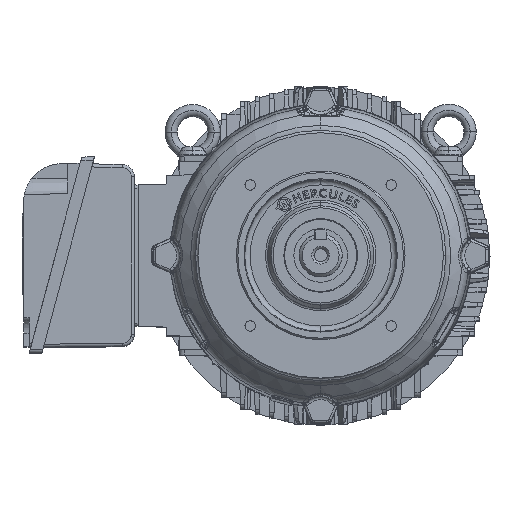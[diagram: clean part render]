
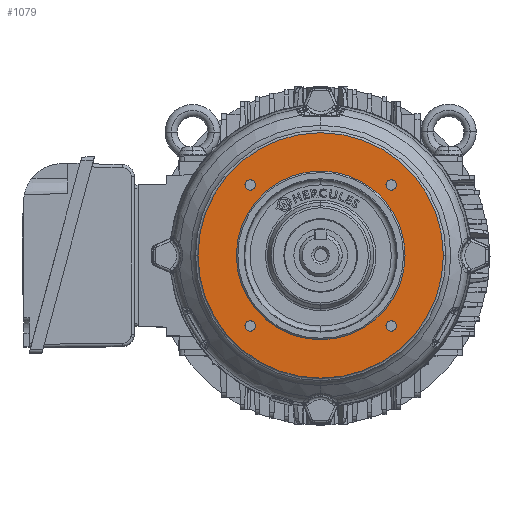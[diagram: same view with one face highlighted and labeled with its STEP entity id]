
A CAD part, top view. The second image highlights one B-rep face of the part: STEP entity #1079.
In plain terms, the highlighted planar face has unit normal (0, 0, 1).
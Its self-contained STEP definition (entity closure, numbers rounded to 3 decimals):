
#27 = CARTESIAN_POINT ( 'NONE',  ( 80., 0., 76. ) ) ;
#89 = CARTESIAN_POINT ( 'NONE',  ( -80., 0., 76. ) ) ;
#372 = EDGE_LOOP ( 'NONE', ( #44788, #896 ) ) ;
#695 = CARTESIAN_POINT ( 'NONE',  ( 55., 0., 76. ) ) ;
#896 = ORIENTED_EDGE ( 'NONE', *, *, #12889, .T. ) ;
#1079 = ADVANCED_FACE ( 'NONE', ( #51913, #3763, #35986, #4785, #57805, #9315 ), #51571, .F. ) ;
#1585 = VERTEX_POINT ( 'NONE', #43823 ) ;
#2359 = DIRECTION ( 'NONE',  ( 1., 0., 0. ) ) ;
#2702 = DIRECTION ( 'NONE',  ( 0., 0., 1. ) ) ;
#3763 = FACE_BOUND ( 'NONE', #62422, .T. ) ;
#4071 = CARTESIAN_POINT ( 'NONE',  ( -45.962, -45.962, 76. ) ) ;
#4451 = CARTESIAN_POINT ( 'NONE',  ( 0., 0., 76. ) ) ;
#4785 = FACE_BOUND ( 'NONE', #37147, .T. ) ;
#6015 = DIRECTION ( 'NONE',  ( 0., 0., 1. ) ) ;
#7227 = CIRCLE ( 'NONE', #55899, 80. ) ;
#7252 = CIRCLE ( 'NONE', #57055, 3.4 ) ;
#8111 = EDGE_CURVE ( 'NONE', #14065, #59168, #21157, .T. ) ;
#9207 = CARTESIAN_POINT ( 'NONE',  ( -42.562, -45.962, 76. ) ) ;
#9315 = FACE_OUTER_BOUND ( 'NONE', #372, .T. ) ;
#9706 = CARTESIAN_POINT ( 'NONE',  ( 42.562, 45.962, 76. ) ) ;
#9978 = DIRECTION ( 'NONE',  ( 1., 0., 0. ) ) ;
#10010 = AXIS2_PLACEMENT_3D ( 'NONE', #21162, #42642, #20478 ) ;
#10431 = AXIS2_PLACEMENT_3D ( 'NONE', #63981, #26551, #27233 ) ;
#10968 = CARTESIAN_POINT ( 'NONE',  ( -49.362, 45.962, 76. ) ) ;
#10994 = EDGE_CURVE ( 'NONE', #16615, #40701, #52413, .T. ) ;
#11869 = VERTEX_POINT ( 'NONE', #39057 ) ;
#12889 = EDGE_CURVE ( 'NONE', #59168, #14065, #7227, .T. ) ;
#13248 = DIRECTION ( 'NONE',  ( 0., 0., 1. ) ) ;
#14065 = VERTEX_POINT ( 'NONE', #27 ) ;
#14565 = DIRECTION ( 'NONE',  ( 0., 0., 1. ) ) ;
#14589 = ORIENTED_EDGE ( 'NONE', *, *, #52477, .F. ) ;
#14790 = AXIS2_PLACEMENT_3D ( 'NONE', #65561, #13248, #17739 ) ;
#16615 = VERTEX_POINT ( 'NONE', #9706 ) ;
#16913 = EDGE_CURVE ( 'NONE', #41725, #64135, #17123, .T. ) ;
#17123 = CIRCLE ( 'NONE', #55866, 3.4 ) ;
#17739 = DIRECTION ( 'NONE',  ( 1., 0., 0. ) ) ;
#17999 = AXIS2_PLACEMENT_3D ( 'NONE', #57782, #20706, #9978 ) ;
#20095 = DIRECTION ( 'NONE',  ( 1., 0., 0. ) ) ;
#20404 = CIRCLE ( 'NONE', #10431, 55. ) ;
#20478 = DIRECTION ( 'NONE',  ( 1., 0., 0. ) ) ;
#20706 = DIRECTION ( 'NONE',  ( 0., 0., 1. ) ) ;
#21157 = CIRCLE ( 'NONE', #43327, 80. ) ;
#21162 = CARTESIAN_POINT ( 'NONE',  ( -45.962, 45.962, 76. ) ) ;
#22194 = CIRCLE ( 'NONE', #24435, 3.4 ) ;
#23075 = VERTEX_POINT ( 'NONE', #695 ) ;
#24435 = AXIS2_PLACEMENT_3D ( 'NONE', #4071, #24859, #45646 ) ;
#24859 = DIRECTION ( 'NONE',  ( 0., 0., 1. ) ) ;
#26551 = DIRECTION ( 'NONE',  ( 0., 0., 1. ) ) ;
#26802 = EDGE_LOOP ( 'NONE', ( #28625, #14589 ) ) ;
#27133 = DIRECTION ( 'NONE',  ( 1., 0., 0. ) ) ;
#27233 = DIRECTION ( 'NONE',  ( 1., 0., 0. ) ) ;
#27700 = CIRCLE ( 'NONE', #10010, 3.4 ) ;
#28625 = ORIENTED_EDGE ( 'NONE', *, *, #42516, .F. ) ;
#32042 = VERTEX_POINT ( 'NONE', #9207 ) ;
#32492 = ORIENTED_EDGE ( 'NONE', *, *, #45064, .F. ) ;
#34517 = EDGE_CURVE ( 'NONE', #48774, #32042, #7252, .T. ) ;
#35986 = FACE_BOUND ( 'NONE', #61013, .T. ) ;
#36636 = CARTESIAN_POINT ( 'NONE',  ( 45.962, -45.962, 76. ) ) ;
#37016 = DIRECTION ( 'NONE',  ( 0., 0., 1. ) ) ;
#37147 = EDGE_LOOP ( 'NONE', ( #50896, #40611 ) ) ;
#39057 = CARTESIAN_POINT ( 'NONE',  ( 49.362, -45.962, 76. ) ) ;
#40067 = CARTESIAN_POINT ( 'NONE',  ( 0., 0., 76. ) ) ;
#40611 = ORIENTED_EDGE ( 'NONE', *, *, #41340, .F. ) ;
#40701 = VERTEX_POINT ( 'NONE', #42374 ) ;
#41208 = CIRCLE ( 'NONE', #17999, 3.4 ) ;
#41340 = EDGE_CURVE ( 'NONE', #64135, #41725, #27700, .T. ) ;
#41549 = CARTESIAN_POINT ( 'NONE',  ( -42.562, 45.962, 76. ) ) ;
#41725 = VERTEX_POINT ( 'NONE', #41549 ) ;
#42044 = AXIS2_PLACEMENT_3D ( 'NONE', #53467, #6015, #27133 ) ;
#42197 = CARTESIAN_POINT ( 'NONE',  ( -49.362, -45.962, 76. ) ) ;
#42374 = CARTESIAN_POINT ( 'NONE',  ( 49.362, 45.962, 76. ) ) ;
#42516 = EDGE_CURVE ( 'NONE', #23075, #1585, #54214, .T. ) ;
#42642 = DIRECTION ( 'NONE',  ( 0., 0., 1. ) ) ;
#43327 = AXIS2_PLACEMENT_3D ( 'NONE', #40067, #55310, #59830 ) ;
#43823 = CARTESIAN_POINT ( 'NONE',  ( -55., 0., 76. ) ) ;
#44633 = CARTESIAN_POINT ( 'NONE',  ( -45.962, 45.962, 76. ) ) ;
#44788 = ORIENTED_EDGE ( 'NONE', *, *, #8111, .T. ) ;
#44949 = ORIENTED_EDGE ( 'NONE', *, *, #65070, .F. ) ;
#45064 = EDGE_CURVE ( 'NONE', #62250, #11869, #64358, .T. ) ;
#45646 = DIRECTION ( 'NONE',  ( 1., 0., 0. ) ) ;
#46062 = EDGE_CURVE ( 'NONE', #40701, #16615, #41208, .T. ) ;
#46499 = DIRECTION ( 'NONE',  ( 0., 0., 1. ) ) ;
#46675 = DIRECTION ( 'NONE',  ( 0., 0., 1. ) ) ;
#47992 = CIRCLE ( 'NONE', #65725, 3.4 ) ;
#48774 = VERTEX_POINT ( 'NONE', #42197 ) ;
#49310 = ORIENTED_EDGE ( 'NONE', *, *, #10994, .F. ) ;
#50896 = ORIENTED_EDGE ( 'NONE', *, *, #16913, .F. ) ;
#51016 = CARTESIAN_POINT ( 'NONE',  ( 45.962, -45.962, 76. ) ) ;
#51423 = ORIENTED_EDGE ( 'NONE', *, *, #51960, .F. ) ;
#51571 = PLANE ( 'NONE',  #63840 ) ;
#51913 = FACE_BOUND ( 'NONE', #26802, .T. ) ;
#51960 = EDGE_CURVE ( 'NONE', #11869, #62250, #47992, .T. ) ;
#52413 = CIRCLE ( 'NONE', #14790, 3.4 ) ;
#52477 = EDGE_CURVE ( 'NONE', #1585, #23075, #20404, .T. ) ;
#52884 = ORIENTED_EDGE ( 'NONE', *, *, #46062, .F. ) ;
#53467 = CARTESIAN_POINT ( 'NONE',  ( 0., 0., 76. ) ) ;
#54214 = CIRCLE ( 'NONE', #42044, 55. ) ;
#54748 = ORIENTED_EDGE ( 'NONE', *, *, #34517, .F. ) ;
#55310 = DIRECTION ( 'NONE',  ( 0., 0., 1. ) ) ;
#55866 = AXIS2_PLACEMENT_3D ( 'NONE', #44633, #2702, #2359 ) ;
#55899 = AXIS2_PLACEMENT_3D ( 'NONE', #59182, #37016, #58147 ) ;
#56577 = DIRECTION ( 'NONE',  ( 1., 0., 0. ) ) ;
#56649 = AXIS2_PLACEMENT_3D ( 'NONE', #36636, #46675, #61953 ) ;
#57055 = AXIS2_PLACEMENT_3D ( 'NONE', #62040, #14565, #20095 ) ;
#57782 = CARTESIAN_POINT ( 'NONE',  ( 45.962, 45.962, 76. ) ) ;
#57805 = FACE_BOUND ( 'NONE', #66700, .T. ) ;
#58147 = DIRECTION ( 'NONE',  ( 1., 0., 0. ) ) ;
#59168 = VERTEX_POINT ( 'NONE', #89 ) ;
#59182 = CARTESIAN_POINT ( 'NONE',  ( 0., 0., 76. ) ) ;
#59830 = DIRECTION ( 'NONE',  ( 1., 0., 0. ) ) ;
#60602 = CARTESIAN_POINT ( 'NONE',  ( 42.562, -45.962, 76. ) ) ;
#61013 = EDGE_LOOP ( 'NONE', ( #44949, #54748 ) ) ;
#61953 = DIRECTION ( 'NONE',  ( 1., 0., 0. ) ) ;
#62040 = CARTESIAN_POINT ( 'NONE',  ( -45.962, -45.962, 76. ) ) ;
#62250 = VERTEX_POINT ( 'NONE', #60602 ) ;
#62422 = EDGE_LOOP ( 'NONE', ( #51423, #32492 ) ) ;
#63840 = AXIS2_PLACEMENT_3D ( 'NONE', #4451, #68207, #67861 ) ;
#63981 = CARTESIAN_POINT ( 'NONE',  ( 0., 0., 76. ) ) ;
#64135 = VERTEX_POINT ( 'NONE', #10968 ) ;
#64358 = CIRCLE ( 'NONE', #56649, 3.4 ) ;
#65070 = EDGE_CURVE ( 'NONE', #32042, #48774, #22194, .T. ) ;
#65561 = CARTESIAN_POINT ( 'NONE',  ( 45.962, 45.962, 76. ) ) ;
#65725 = AXIS2_PLACEMENT_3D ( 'NONE', #51016, #46499, #56577 ) ;
#66700 = EDGE_LOOP ( 'NONE', ( #52884, #49310 ) ) ;
#67861 = DIRECTION ( 'NONE',  ( -1., 0., 0. ) ) ;
#68207 = DIRECTION ( 'NONE',  ( 0., 0., -1. ) ) ;
